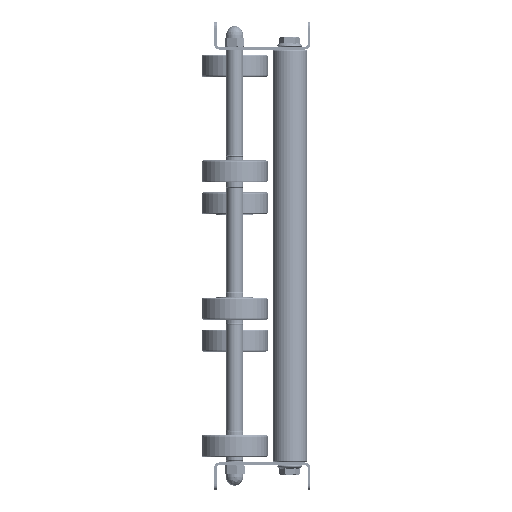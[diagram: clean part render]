
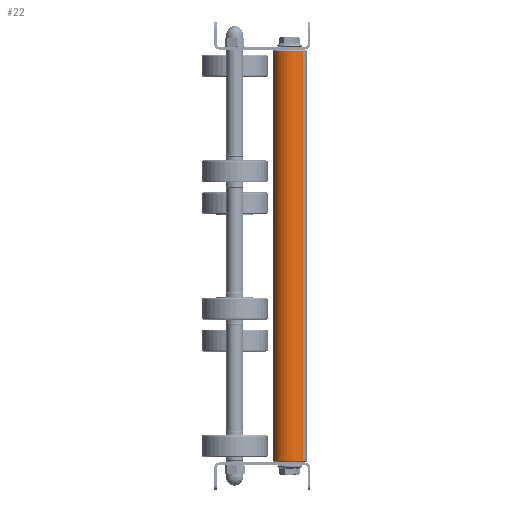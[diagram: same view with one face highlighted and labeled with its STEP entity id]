
A CAD part, left-side view. The second image highlights one B-rep face of the part: STEP entity #22.
In plain terms, the highlighted cylindrical face has radius 12.5 mm (diameter 25 mm), a partial arc.
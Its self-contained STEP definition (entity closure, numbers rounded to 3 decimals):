
#22 = ADVANCED_FACE ( 'NONE', ( #11452 ), #11294, .T. ) ;
#1203 = CARTESIAN_POINT ( 'NONE',  ( 1., 0., 0. ) ) ;
#1482 = ORIENTED_EDGE ( 'NONE', *, *, #4325, .T. ) ;
#2204 = DIRECTION ( 'NONE',  ( -1., 0., 0. ) ) ;
#3488 = VERTEX_POINT ( 'NONE', #7408 ) ;
#3669 = DIRECTION ( 'NONE',  ( 0., 0., -1. ) ) ;
#4325 = EDGE_CURVE ( 'NONE', #3488, #28852, #24435, .T. ) ;
#6257 = DIRECTION ( 'NONE',  ( 1., 0., 0. ) ) ;
#6390 = DIRECTION ( 'NONE',  ( -1., 0., 0. ) ) ;
#6392 = CIRCLE ( 'NONE', #29560, 12.5 ) ;
#6545 = CARTESIAN_POINT ( 'NONE',  ( 300., 0., 0. ) ) ;
#7408 = CARTESIAN_POINT ( 'NONE',  ( 299., 0., -12.5 ) ) ;
#7579 = EDGE_CURVE ( 'NONE', #28852, #22423, #8026, .T. ) ;
#8026 = LINE ( 'NONE', #20325, #14252 ) ;
#8519 = EDGE_CURVE ( 'NONE', #22423, #16178, #6392, .T. ) ;
#9300 = AXIS2_PLACEMENT_3D ( 'NONE', #25245, #30300, #3669 ) ;
#9989 = CARTESIAN_POINT ( 'NONE',  ( 1., 0., -12.5 ) ) ;
#10856 = DIRECTION ( 'NONE',  ( 0., 0., -1. ) ) ;
#11294 = CYLINDRICAL_SURFACE ( 'NONE', #25691, 12.5 ) ;
#11452 = FACE_OUTER_BOUND ( 'NONE', #17236, .T. ) ;
#13953 = DIRECTION ( 'NONE',  ( 0., 0., 1. ) ) ;
#14180 = LINE ( 'NONE', #31073, #27362 ) ;
#14252 = VECTOR ( 'NONE', #27097, 1000. ) ;
#15859 = ORIENTED_EDGE ( 'NONE', *, *, #7579, .T. ) ;
#16178 = VERTEX_POINT ( 'NONE', #9989 ) ;
#17236 = EDGE_LOOP ( 'NONE', ( #25386, #1482, #15859, #21852 ) ) ;
#20325 = CARTESIAN_POINT ( 'NONE',  ( 300., 0., 12.5 ) ) ;
#21852 = ORIENTED_EDGE ( 'NONE', *, *, #8519, .T. ) ;
#22423 = VERTEX_POINT ( 'NONE', #30384 ) ;
#23731 = CARTESIAN_POINT ( 'NONE',  ( 299., 0., 12.5 ) ) ;
#24435 = CIRCLE ( 'NONE', #9300, 12.5 ) ;
#25245 = CARTESIAN_POINT ( 'NONE',  ( 299., 0., 0. ) ) ;
#25386 = ORIENTED_EDGE ( 'NONE', *, *, #30897, .F. ) ;
#25691 = AXIS2_PLACEMENT_3D ( 'NONE', #6545, #6390, #13953 ) ;
#27097 = DIRECTION ( 'NONE',  ( -1., 0., 0. ) ) ;
#27362 = VECTOR ( 'NONE', #2204, 1000. ) ;
#28852 = VERTEX_POINT ( 'NONE', #23731 ) ;
#29560 = AXIS2_PLACEMENT_3D ( 'NONE', #1203, #6257, #10856 ) ;
#30300 = DIRECTION ( 'NONE',  ( -1., 0., 0. ) ) ;
#30384 = CARTESIAN_POINT ( 'NONE',  ( 1., 0., 12.5 ) ) ;
#30897 = EDGE_CURVE ( 'NONE', #3488, #16178, #14180, .T. ) ;
#31073 = CARTESIAN_POINT ( 'NONE',  ( 300., 0., -12.5 ) ) ;
